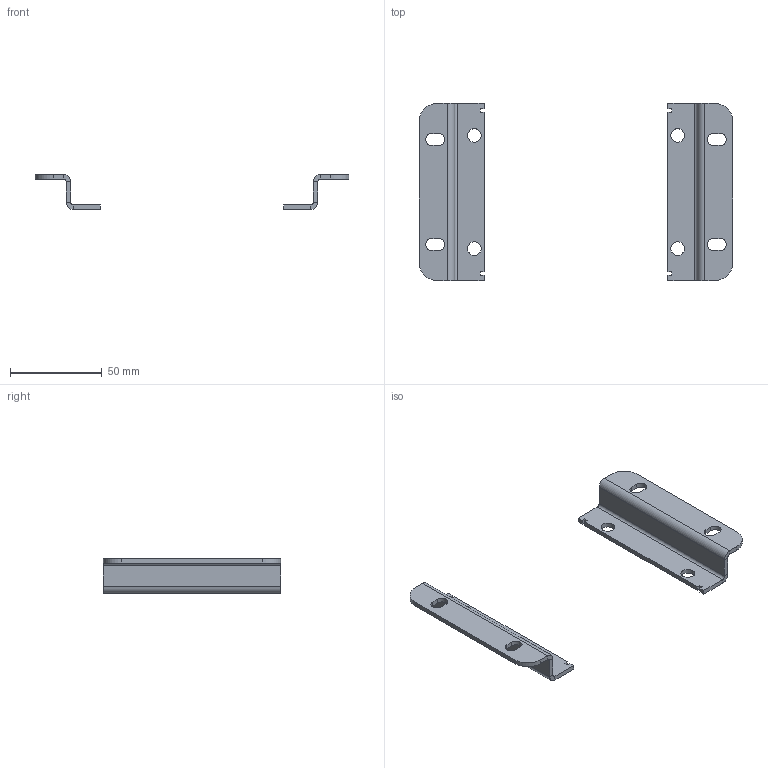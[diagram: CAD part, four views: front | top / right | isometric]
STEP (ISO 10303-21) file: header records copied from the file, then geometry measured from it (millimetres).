
FILE_DESCRIPTION((''),'2;1');
FILE_NAME('95005200_IT 10 WW.stp','2010-08-12T13:45:46',('hransiek'),(''),'Autodesk Inventor 2011','Autodesk Inventor 2011','');
FILE_SCHEMA(('AUTOMOTIVE_DESIGN { 1 0 10303 214 1 1 1 1 }'));
Length unit declared in the file: millimetre
Products named in the file (2): Baugruppe1; 1010075_3D
Assembly tree (2 placements, depth 2):
  Baugruppe1
    1010075_3D  x2
Bounding box: 170.8 x 96.55 x 19 mm (x, y, z)
Volume: 22639.9 mm3; surface area: 20085.7 mm2
Topology: 2 solids, 2 shells, 84 faces, 208 edges, 128 vertices
Faces by surface type: plane 60, cylinder 24
Full cylindrical faces by diameter (mm): 7.5 x4
Entity records: 1290 total; most frequent: DIRECTION 218, CARTESIAN_POINT 212, ORIENTED_EDGE 204, EDGE_CURVE 102, VECTOR 78, LINE 78, AXIS2_PLACEMENT_3D 70, VERTEX_POINT 64
